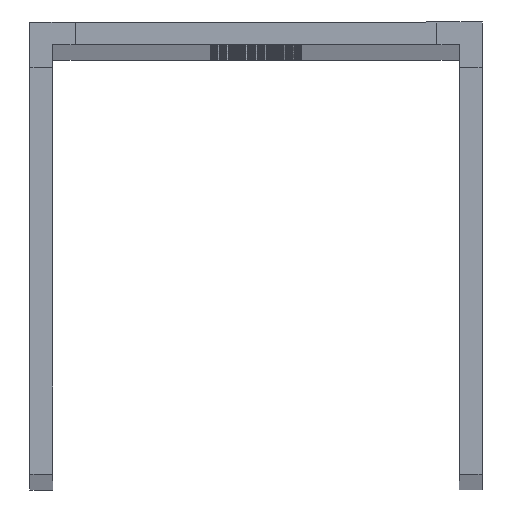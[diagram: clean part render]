
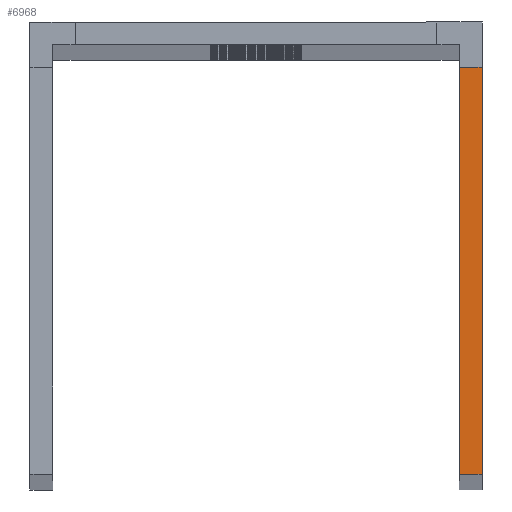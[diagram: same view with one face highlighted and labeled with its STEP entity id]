
A CAD part, top view. The second image highlights one B-rep face of the part: STEP entity #6968.
In plain terms, the highlighted planar face has unit normal (0, 0, 1).
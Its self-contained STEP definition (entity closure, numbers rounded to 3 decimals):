
#923=FACE_OUTER_BOUND('',#1391,.T.);
#1391=EDGE_LOOP('',(#6132,#6133,#6134,#6135));
#1401=LINE('',#9510,#2049);
#1630=LINE('',#10367,#2278);
#1635=LINE('',#10376,#2283);
#2042=LINE('',#11389,#2690);
#2049=VECTOR('',#7623,10.);
#2278=VECTOR('',#8262,10.);
#2283=VECTOR('',#8269,10.);
#2690=VECTOR('',#9482,10.);
#2696=VERTEX_POINT('',#9506);
#2698=VERTEX_POINT('',#9509);
#3121=VERTEX_POINT('',#10365);
#3124=VERTEX_POINT('',#10374);
#3329=EDGE_CURVE('',#2698,#2696,#1401,.T.);
#3758=EDGE_CURVE('',#2696,#3121,#1630,.T.);
#3763=EDGE_CURVE('',#3121,#3124,#1635,.T.);
#4270=EDGE_CURVE('',#3124,#2698,#2042,.T.);
#6132=ORIENTED_EDGE('',*,*,#3758,.T.);
#6133=ORIENTED_EDGE('',*,*,#3763,.T.);
#6134=ORIENTED_EDGE('',*,*,#4270,.T.);
#6135=ORIENTED_EDGE('',*,*,#3329,.T.);
#6331=PLANE('',#7609);
#6968=ADVANCED_FACE('',(#923),#6331,.T.);
#7609=AXIS2_PLACEMENT_3D('',#11388,#9480,#9481);
#7623=DIRECTION('',(0.,1.,0.));
#8262=DIRECTION('',(-1.,0.,0.));
#8269=DIRECTION('',(0.,-1.,0.));
#9480=DIRECTION('center_axis',(0.,0.,1.));
#9481=DIRECTION('ref_axis',(1.,0.,0.));
#9482=DIRECTION('',(1.,0.,0.));
#9506=CARTESIAN_POINT('',(50.,45.,1000.));
#9509=CARTESIAN_POINT('',(50.,0.,1000.));
#9510=CARTESIAN_POINT('',(50.,140.407,1000.));
#10365=CARTESIAN_POINT('',(47.5,45.,1000.));
#10367=CARTESIAN_POINT('',(47.906,45.,1000.));
#10374=CARTESIAN_POINT('',(47.5,0.,1000.));
#10376=CARTESIAN_POINT('',(47.5,140.407,1000.));
#11388=CARTESIAN_POINT('Origin',(5.,50.,1000.));
#11389=CARTESIAN_POINT('',(47.5,0.,1000.));
